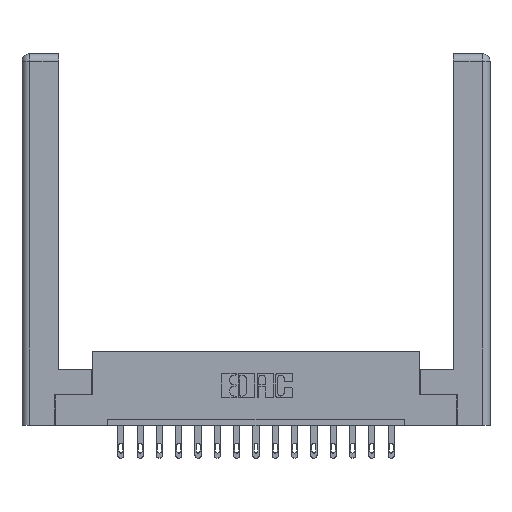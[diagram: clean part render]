
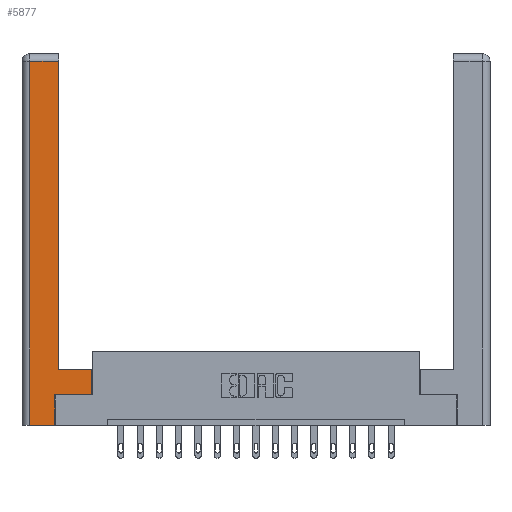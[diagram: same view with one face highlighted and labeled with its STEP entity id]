
A CAD part, top view. The second image highlights one B-rep face of the part: STEP entity #5877.
In plain terms, the highlighted planar face has unit normal (0, 0, 1).
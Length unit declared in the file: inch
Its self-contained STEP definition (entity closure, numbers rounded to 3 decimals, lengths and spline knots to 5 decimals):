
#74 = EDGE_CURVE ( 'NONE', #2569, #4703, #13752, .T. ) ;
#295 = DIRECTION ( 'NONE',  ( 0., 1., 0. ) ) ;
#380 = LINE ( 'NONE', #12415, #13262 ) ;
#498 = DIRECTION ( 'NONE',  ( 0., 0., -1. ) ) ;
#834 = DIRECTION ( 'NONE',  ( -1., 0., 0. ) ) ;
#1215 = CARTESIAN_POINT ( 'NONE',  ( 0.265, 0., 0. ) ) ;
#1369 = EDGE_CURVE ( 'NONE', #11981, #7495, #4987, .T. ) ;
#1441 = VECTOR ( 'NONE', #8264, 39.37008 ) ;
#1752 = ORIENTED_EDGE ( 'NONE', *, *, #6627, .T. ) ;
#1883 = EDGE_CURVE ( 'NONE', #9078, #9149, #16404, .T. ) ;
#1935 = EDGE_CURVE ( 'NONE', #9149, #4918, #9363, .T. ) ;
#2136 = VECTOR ( 'NONE', #3406, 39.37008 ) ;
#2569 = VERTEX_POINT ( 'NONE', #9108 ) ;
#2998 = ORIENTED_EDGE ( 'NONE', *, *, #1883, .T. ) ;
#3086 = CARTESIAN_POINT ( 'NONE',  ( 0.265, 0.245, 0. ) ) ;
#3249 = VECTOR ( 'NONE', #295, 39.37008 ) ;
#3406 = DIRECTION ( 'NONE',  ( 1., 0., 0. ) ) ;
#3641 = VERTEX_POINT ( 'NONE', #15763 ) ;
#3834 = CARTESIAN_POINT ( 'NONE',  ( 0.265, 0.245, 0. ) ) ;
#4235 = LINE ( 'NONE', #12184, #2136 ) ;
#4360 = CARTESIAN_POINT ( 'NONE',  ( 0., 0., 0. ) ) ;
#4493 = CARTESIAN_POINT ( 'NONE',  ( 0.295, 0.45, 0. ) ) ;
#4703 = VERTEX_POINT ( 'NONE', #5431 ) ;
#4918 = VERTEX_POINT ( 'NONE', #3086 ) ;
#4987 = LINE ( 'NONE', #4493, #1441 ) ;
#5194 = AXIS2_PLACEMENT_3D ( 'NONE', #4360, #498, #13798 ) ;
#5431 = CARTESIAN_POINT ( 'NONE',  ( 0.0615, 2.94, 0. ) ) ;
#5877 = ADVANCED_FACE ( 'NONE', ( #13178 ), #12354, .F. ) ;
#6627 = EDGE_CURVE ( 'NONE', #7495, #2569, #380, .T. ) ;
#6944 = ORIENTED_EDGE ( 'NONE', *, *, #11021, .T. ) ;
#6949 = CARTESIAN_POINT ( 'NONE',  ( 0.565, 0.45, 0. ) ) ;
#7495 = VERTEX_POINT ( 'NONE', #11646 ) ;
#7548 = EDGE_CURVE ( 'NONE', #3641, #11981, #10339, .T. ) ;
#8264 = DIRECTION ( 'NONE',  ( -1., 0., 0. ) ) ;
#8451 = CARTESIAN_POINT ( 'NONE',  ( 0.265, 0., 0. ) ) ;
#8559 = VECTOR ( 'NONE', #834, 39.37008 ) ;
#8710 = VECTOR ( 'NONE', #13102, 39.37008 ) ;
#9078 = VERTEX_POINT ( 'NONE', #14973 ) ;
#9108 = CARTESIAN_POINT ( 'NONE',  ( 0.295, 2.94, 0. ) ) ;
#9149 = VERTEX_POINT ( 'NONE', #8451 ) ;
#9363 = LINE ( 'NONE', #3834, #8710 ) ;
#9396 = EDGE_CURVE ( 'NONE', #4918, #3641, #4235, .T. ) ;
#10193 = CARTESIAN_POINT ( 'NONE',  ( 0.0615, 0., 0. ) ) ;
#10339 = LINE ( 'NONE', #6949, #3249 ) ;
#10442 = LINE ( 'NONE', #10193, #11055 ) ;
#10518 = DIRECTION ( 'NONE',  ( 1., 0., 0. ) ) ;
#11021 = EDGE_CURVE ( 'NONE', #4703, #9078, #10442, .T. ) ;
#11055 = VECTOR ( 'NONE', #16897, 39.37008 ) ;
#11192 = ORIENTED_EDGE ( 'NONE', *, *, #1935, .T. ) ;
#11646 = CARTESIAN_POINT ( 'NONE',  ( 0.295, 0.45, 0. ) ) ;
#11981 = VERTEX_POINT ( 'NONE', #17059 ) ;
#12184 = CARTESIAN_POINT ( 'NONE',  ( 0.565, 0.245, 0. ) ) ;
#12354 = PLANE ( 'NONE',  #5194 ) ;
#12415 = CARTESIAN_POINT ( 'NONE',  ( 0.295, 3., 0. ) ) ;
#12739 = ORIENTED_EDGE ( 'NONE', *, *, #74, .T. ) ;
#13102 = DIRECTION ( 'NONE',  ( 0., 1., 0. ) ) ;
#13178 = FACE_OUTER_BOUND ( 'NONE', #15923, .T. ) ;
#13262 = VECTOR ( 'NONE', #13807, 39.37008 ) ;
#13727 = ORIENTED_EDGE ( 'NONE', *, *, #1369, .T. ) ;
#13752 = LINE ( 'NONE', #16798, #8559 ) ;
#13798 = DIRECTION ( 'NONE',  ( -1., 0., 0. ) ) ;
#13807 = DIRECTION ( 'NONE',  ( 0., 1., 0. ) ) ;
#13887 = VECTOR ( 'NONE', #10518, 39.37008 ) ;
#14467 = ORIENTED_EDGE ( 'NONE', *, *, #9396, .T. ) ;
#14973 = CARTESIAN_POINT ( 'NONE',  ( 0.0615, 0., 0. ) ) ;
#15534 = ORIENTED_EDGE ( 'NONE', *, *, #7548, .T. ) ;
#15763 = CARTESIAN_POINT ( 'NONE',  ( 0.565, 0.245, 0. ) ) ;
#15923 = EDGE_LOOP ( 'NONE', ( #1752, #12739, #6944, #2998, #11192, #14467, #15534, #13727 ) ) ;
#16404 = LINE ( 'NONE', #1215, #13887 ) ;
#16798 = CARTESIAN_POINT ( 'NONE',  ( 0.0615, 2.94, 0. ) ) ;
#16897 = DIRECTION ( 'NONE',  ( 0., -1., 0. ) ) ;
#17059 = CARTESIAN_POINT ( 'NONE',  ( 0.565, 0.45, 0. ) ) ;
